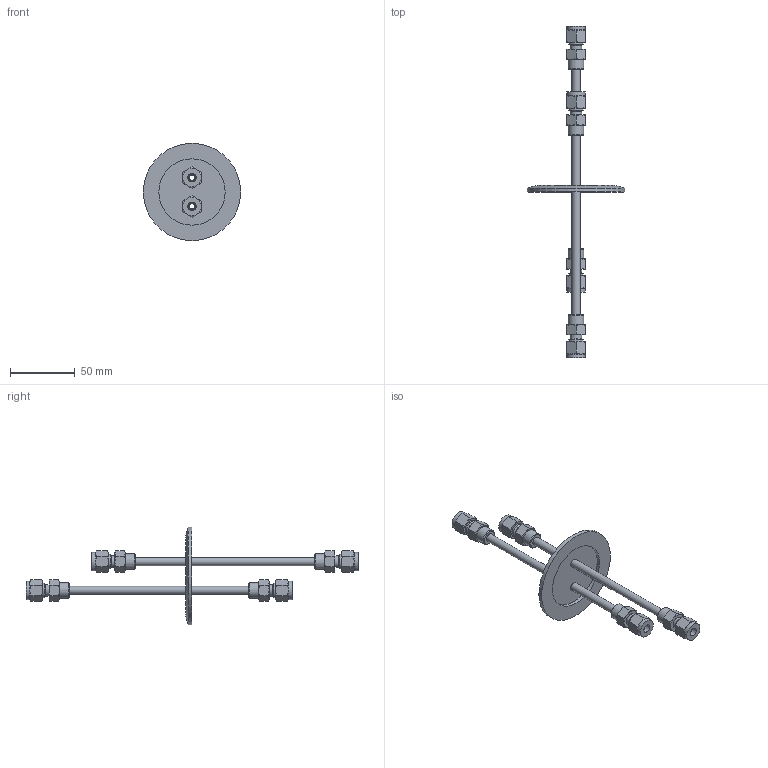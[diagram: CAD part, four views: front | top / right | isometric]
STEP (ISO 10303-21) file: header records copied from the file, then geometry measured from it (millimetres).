
FILE_DESCRIPTION(/* description */ (''),/* implementation_level */ '2;1');
FILE_NAME(/* name */ 'FL-LF2S-50KF.stp',/* time_stamp */ '2018-10-05T10:28:02+01:00',/* author */ ('paul'),/* organization */ (''),/* preprocessor_version */ 'ST-DEVELOPER v17.2',/* originating_system */ 'Autodesk Inventor 2019',/* authorisation */ '');
FILE_SCHEMA (('AUTOMOTIVE_DESIGN { 1 0 10303 214 3 1 1 }'));
Products named in the file (4): FL-LF2S-50KF; 6.35 tube for tube end version; FL-50KF; SS-400-6-4W 0.25 inch Tube Socket Weld Union
Assembly tree (7 placements, depth 2):
  FL-LF2S-50KF
    6.35 tube for tube end version  x2
    FL-50KF
    SS-400-6-4W 0.25 inch Tube Socket Weld Union  x4
Bounding box: 75 x 256.03 x 75 mm (x, y, z)
Volume: 36759.9 mm3; surface area: 30144 mm2
Topology: 7 solids, 7 shells, 224 faces, 515 edges, 326 vertices
Faces by surface type: cone 105, plane 83, cylinder 36
Full cylindrical faces by diameter (mm): 3.95 x2, 4.826 x4, 6.35 x8, 6.604 x4, 8.953 x4, 11.112 x4, 12.192 x4, 14.224 x4, 51.2 x1, 75 x1
Entity records: 2035 total; most frequent: CARTESIAN_POINT 411, DIRECTION 318, ORIENTED_EDGE 292, EDGE_CURVE 146, AXIS2_PLACEMENT_3D 145, VERTEX_POINT 94, EDGE_LOOP 78, CIRCLE 70
